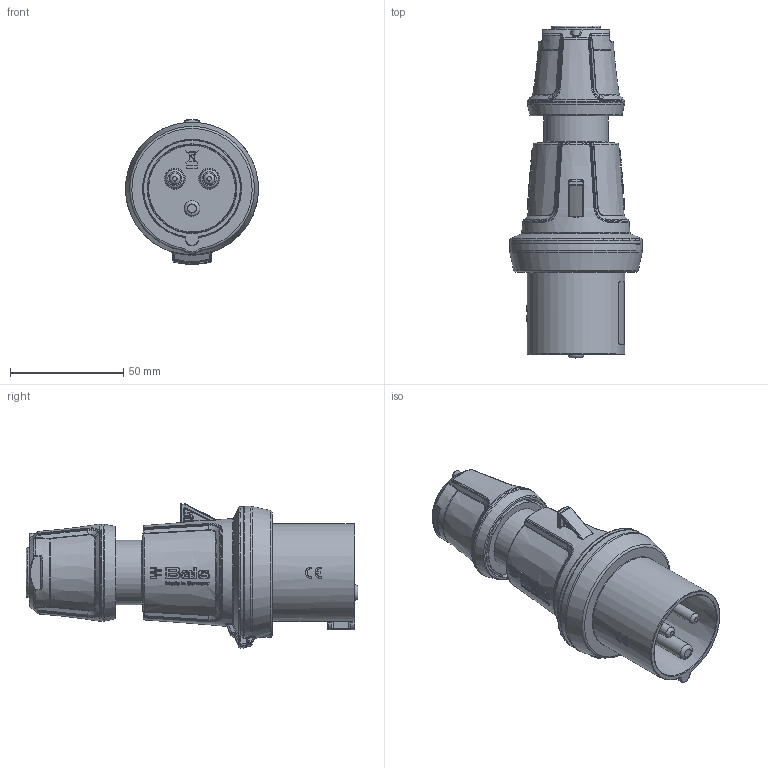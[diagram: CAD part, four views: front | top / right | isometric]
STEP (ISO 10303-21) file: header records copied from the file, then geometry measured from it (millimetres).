
FILE_DESCRIPTION(/* description */ (''),/* implementation_level */ '2;1');
FILE_NAME(/* name */ '211.stp',/* time_stamp */ '2023-09-07T08:45:54+02:00',/* author */ ('massmann'),/* organization */ (''),/* preprocessor_version */ 'ST-DEVELOPER v17',/* originating_system */ 'Autodesk Inventor 2018',/* authorisation */ '');
FILE_SCHEMA (('AUTOMOTIVE_DESIGN { 1 0 10303 214 3 1 1 }'));
Products named in the file (1): 211
Bounding box: 58.69 x 146.65 x 63.88 mm (x, y, z)
Volume: 160378.5 mm3; surface area: 35092.2 mm2
Topology: 1 solids, 1 shells, 1792 faces, 4607 edges, 2917 vertices
Faces by surface type: bspline 821, plane 527, torus 135, cone 135, cylinder 110, sphere 64
Full cylindrical faces by diameter (mm): 0.316 x1, 0.507 x1, 5 x2, 7 x1, 18.7 x1, 28.5 x1, 42.993 x1, 43.2 x1
Entity records: 87358 total; most frequent: CARTESIAN_POINT 47343, ORIENTED_EDGE 9204, DIRECTION 5831, EDGE_CURVE 4602, VERTEX_POINT 2917, AXIS2_PLACEMENT_3D 2209, B_SPLINE_CURVE_WITH_KNOTS 1940, EDGE_LOOP 1899
